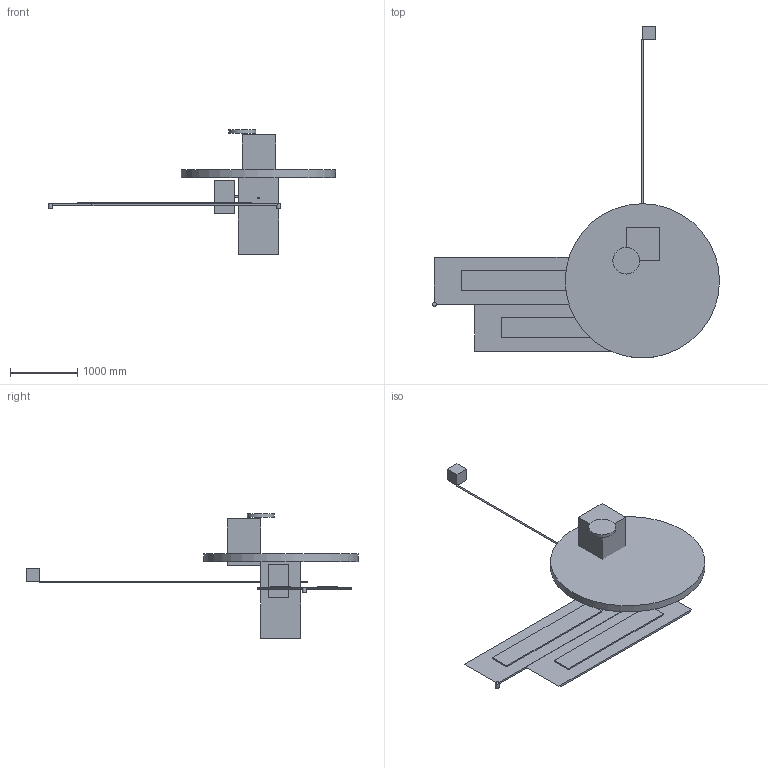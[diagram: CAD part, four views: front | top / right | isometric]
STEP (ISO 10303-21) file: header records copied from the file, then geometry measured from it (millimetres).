
FILE_DESCRIPTION(('FreeCAD Model'),'2;1');
FILE_NAME('Open CASCADE Shape Model','2025-08-15T01:30:55',('Author'),( ''),'Open CASCADE STEP processor 7.8','FreeCAD','Unknown');
FILE_SCHEMA(('AUTOMOTIVE_DESIGN { 1 0 10303 214 1 1 1 1 }'));
Length unit declared in the file: metre
Products named in the file (16): Bus; SolarArray_R_Pivot; FIELDS_Mag; TPS; SolarArray_L_Pivot; Radiator_R; SolarArray_L; SolarArray_R; Radiator_L; WISPR; WISPR_Lens; SWAP; ISIS; ISIS_Sensor_1; FIELDS_Antenna; ISIS_Sensor_2
Bounding box: 4280 x 4950 x 1855 mm (x, y, z)
Volume: 1335448587.4 mm3; surface area: 27982071.1 mm2
Topology: 16 solids, 16 shells, 75 faces, 129 edges, 86 vertices
Faces by surface type: plane 68, cylinder 7
Full cylindrical faces by diameter (mm): 20 x1, 60 x2, 100 x2, 400 x1, 2300 x1
Entity records: 3735 total; most frequent: DIRECTION 553, CARTESIAN_POINT 549, LINE 359, VECTOR 359, ORIENTED_EDGE 258, PCURVE 258, DEFINITIONAL_REPRESENTATION 258, EDGE_CURVE 129
